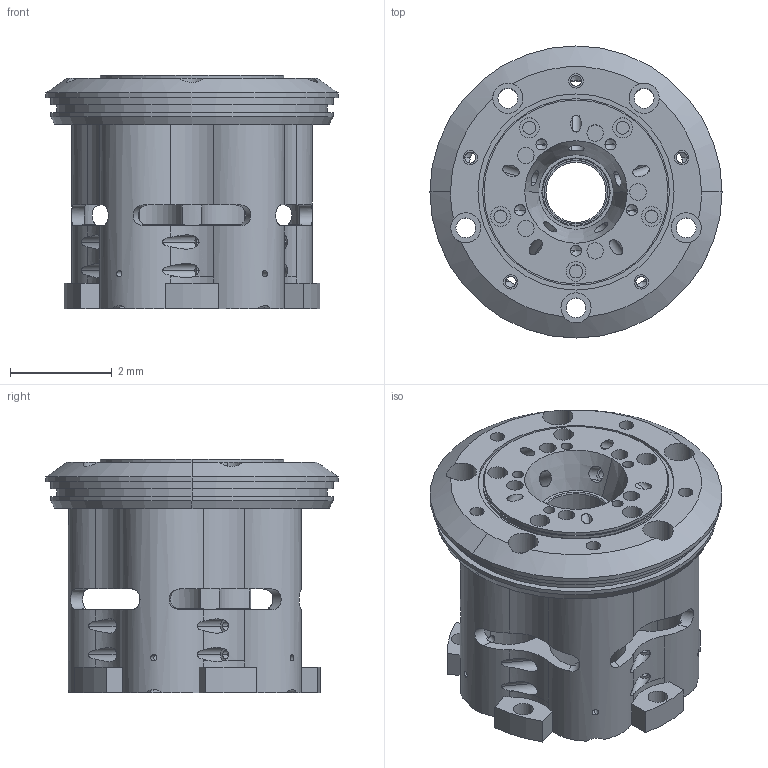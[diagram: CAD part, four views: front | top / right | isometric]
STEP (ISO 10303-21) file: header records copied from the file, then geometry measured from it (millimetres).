
FILE_DESCRIPTION(('produced by SPATIAL CORP'),'2;1');
FILE_NAME( 'intersect.hh.sat.stp','2002-04-22T10:00:31+00:00',( 'SPATIAL CORP'),('SPATIAL CORP'),'ACIS STEP Husk', 'http://www.spatial.com','SPATIAL CORP');
FILE_SCHEMA(('CONFIG_CONTROL_DESIGN'));
Length unit declared in the file: millimetre
Products named in the file (1): PRODUCT_ID_1
Bounding box: 5.75 x 5.75 x 4.59 mm (x, y, z)
Volume: 37.1 mm3; surface area: 272.8 mm2
Topology: 1 solids, 1 shells, 518 faces, 1669 edges, 1111 vertices
Faces by surface type: cylinder 332, plane 122, cone 54, torus 10
Entity records: 18366 total; most frequent: CARTESIAN_POINT 5640, ORIENTED_EDGE 3308, DIRECTION 1949, EDGE_CURVE 1654, VERTEX_POINT 1111, AXIS2_PLACEMENT_3D 703, EDGE_LOOP 641, FACE_BOUND 641
